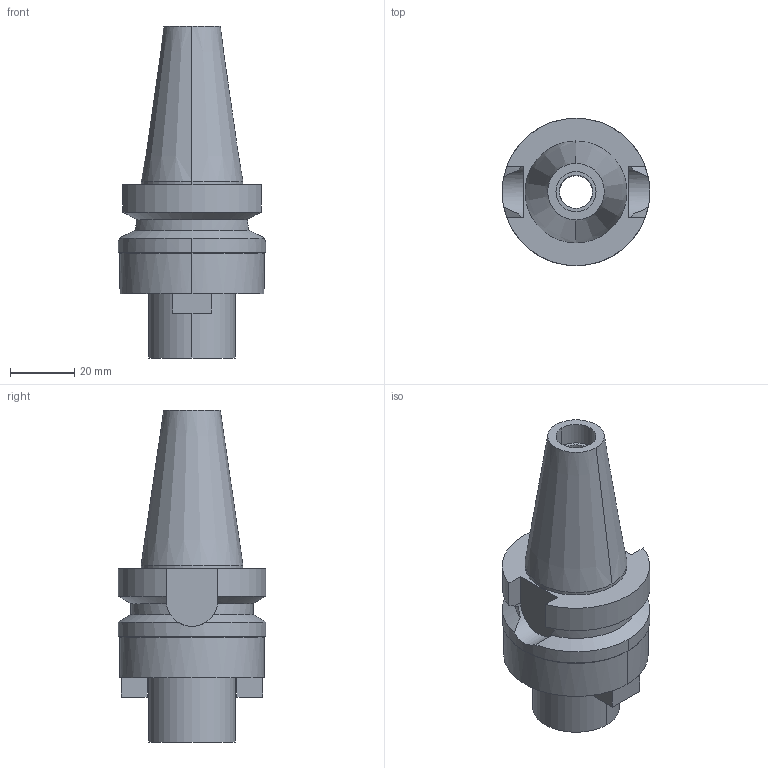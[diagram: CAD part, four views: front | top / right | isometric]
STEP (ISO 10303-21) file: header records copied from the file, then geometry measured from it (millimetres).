
FILE_DESCRIPTION((''),'2;1');
FILE_NAME('BBT30-FMH27-45-35','2024-01-15T',('ykawabe'),(''),'CREO PARAMETRIC BY PTC INC, 2016380','CREO PARAMETRIC BY PTC INC, 2016380','');
FILE_SCHEMA(('AUTOMOTIVE_DESIGN { 1 0 10303 214 1 1 1 1 }'));
Length unit declared in the file: millimetre
Products named in the file (1): BBT30-FMH27-45-35
Bounding box: 46 x 46 x 103.4 mm (x, y, z)
Volume: 78040.1 mm3; surface area: 17475.5 mm2
Topology: 1 solids, 1 shells, 64 faces, 163 edges, 107 vertices
Faces by surface type: plane 30, cylinder 26, cone 8
Entity records: 2733 total; most frequent: CARTESIAN_POINT 425, DIRECTION 352, ORIENTED_EDGE 326, PRESENTATION_STYLE_ASSIGNMENT 168, STYLED_ITEM 168, CURVE_STYLE 167, EDGE_CURVE 163, AXIS2_PLACEMENT_3D 139
